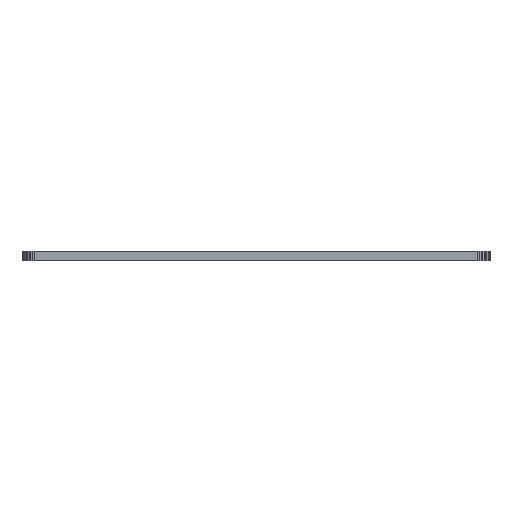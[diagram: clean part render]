
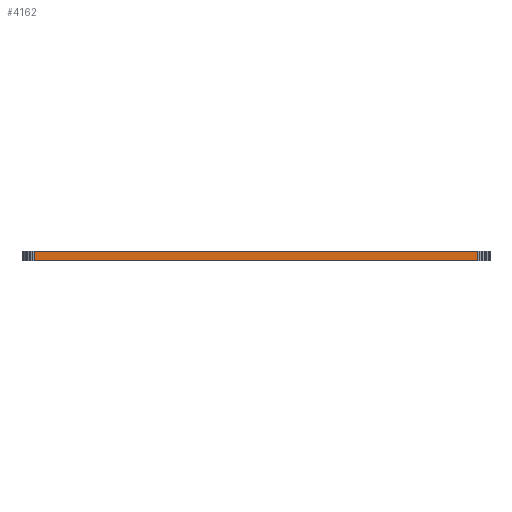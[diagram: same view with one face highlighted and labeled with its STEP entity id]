
A CAD part, front view. The second image highlights one B-rep face of the part: STEP entity #4162.
In plain terms, the highlighted planar face has unit normal (0, -1, 0).
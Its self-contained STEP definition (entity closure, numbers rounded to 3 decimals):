
#90 = PLANE('',#91);
#91 = AXIS2_PLACEMENT_3D('',#92,#93,#94);
#92 = CARTESIAN_POINT('',(119.1,-102.805,1.6));
#93 = DIRECTION('',(-0.,-0.,-1.));
#94 = DIRECTION('',(-1.,0.,0.));
#144 = PLANE('',#145);
#145 = AXIS2_PLACEMENT_3D('',#146,#147,#148);
#146 = CARTESIAN_POINT('',(119.1,-102.805,0.));
#147 = DIRECTION('',(-0.,-0.,-1.));
#148 = DIRECTION('',(-1.,0.,0.));
#841 = VERTEX_POINT('',#842);
#842 = CARTESIAN_POINT('',(155.2,-168.93,0.));
#856 = PLANE('',#857);
#857 = AXIS2_PLACEMENT_3D('',#858,#859,#860);
#858 = CARTESIAN_POINT('',(155.485,-168.91,0.));
#859 = DIRECTION('',(0.071,-0.997,0.));
#860 = DIRECTION('',(-0.997,-0.071,0.));
#868 = EDGE_CURVE('',#841,#869,#871,.T.);
#869 = VERTEX_POINT('',#870);
#870 = CARTESIAN_POINT('',(83.,-168.93,0.));
#871 = SURFACE_CURVE('',#872,(#876,#883),.PCURVE_S1.);
#872 = LINE('',#873,#874);
#873 = CARTESIAN_POINT('',(155.2,-168.93,0.));
#874 = VECTOR('',#875,1.);
#875 = DIRECTION('',(-1.,0.,0.));
#876 = PCURVE('',#144,#877);
#877 = DEFINITIONAL_REPRESENTATION('',(#878),#882);
#878 = LINE('',#879,#880);
#879 = CARTESIAN_POINT('',(-36.1,-66.125));
#880 = VECTOR('',#881,1.);
#881 = DIRECTION('',(1.,0.));
#882 = ( GEOMETRIC_REPRESENTATION_CONTEXT(2) 
PARAMETRIC_REPRESENTATION_CONTEXT() REPRESENTATION_CONTEXT('2D SPACE',''
  ) );
#883 = PCURVE('',#884,#889);
#884 = PLANE('',#885);
#885 = AXIS2_PLACEMENT_3D('',#886,#887,#888);
#886 = CARTESIAN_POINT('',(155.2,-168.93,0.));
#887 = DIRECTION('',(0.,-1.,0.));
#888 = DIRECTION('',(-1.,0.,0.));
#889 = DEFINITIONAL_REPRESENTATION('',(#890),#894);
#890 = LINE('',#891,#892);
#891 = CARTESIAN_POINT('',(0.,-0.));
#892 = VECTOR('',#893,1.);
#893 = DIRECTION('',(1.,0.));
#894 = ( GEOMETRIC_REPRESENTATION_CONTEXT(2) 
PARAMETRIC_REPRESENTATION_CONTEXT() REPRESENTATION_CONTEXT('2D SPACE',''
  ) );
#912 = PLANE('',#913);
#913 = AXIS2_PLACEMENT_3D('',#914,#915,#916);
#914 = CARTESIAN_POINT('',(83.,-168.93,0.));
#915 = DIRECTION('',(-0.071,-0.997,0.));
#916 = DIRECTION('',(-0.997,0.071,0.));
#2250 = VERTEX_POINT('',#2251);
#2251 = CARTESIAN_POINT('',(155.2,-168.93,1.6));
#2272 = EDGE_CURVE('',#2250,#2273,#2275,.T.);
#2273 = VERTEX_POINT('',#2274);
#2274 = CARTESIAN_POINT('',(83.,-168.93,1.6));
#2275 = SURFACE_CURVE('',#2276,(#2280,#2287),.PCURVE_S1.);
#2276 = LINE('',#2277,#2278);
#2277 = CARTESIAN_POINT('',(155.2,-168.93,1.6));
#2278 = VECTOR('',#2279,1.);
#2279 = DIRECTION('',(-1.,0.,0.));
#2280 = PCURVE('',#90,#2281);
#2281 = DEFINITIONAL_REPRESENTATION('',(#2282),#2286);
#2282 = LINE('',#2283,#2284);
#2283 = CARTESIAN_POINT('',(-36.1,-66.125));
#2284 = VECTOR('',#2285,1.);
#2285 = DIRECTION('',(1.,0.));
#2286 = ( GEOMETRIC_REPRESENTATION_CONTEXT(2) 
PARAMETRIC_REPRESENTATION_CONTEXT() REPRESENTATION_CONTEXT('2D SPACE',''
  ) );
#2287 = PCURVE('',#884,#2288);
#2288 = DEFINITIONAL_REPRESENTATION('',(#2289),#2293);
#2289 = LINE('',#2290,#2291);
#2290 = CARTESIAN_POINT('',(0.,-1.6));
#2291 = VECTOR('',#2292,1.);
#2292 = DIRECTION('',(1.,0.));
#2293 = ( GEOMETRIC_REPRESENTATION_CONTEXT(2) 
PARAMETRIC_REPRESENTATION_CONTEXT() REPRESENTATION_CONTEXT('2D SPACE',''
  ) );
#4114 = EDGE_CURVE('',#841,#2250,#4115,.T.);
#4115 = SURFACE_CURVE('',#4116,(#4120,#4127),.PCURVE_S1.);
#4116 = LINE('',#4117,#4118);
#4117 = CARTESIAN_POINT('',(155.2,-168.93,0.));
#4118 = VECTOR('',#4119,1.);
#4119 = DIRECTION('',(0.,0.,1.));
#4120 = PCURVE('',#856,#4121);
#4121 = DEFINITIONAL_REPRESENTATION('',(#4122),#4126);
#4122 = LINE('',#4123,#4124);
#4123 = CARTESIAN_POINT('',(0.285,0.));
#4124 = VECTOR('',#4125,1.);
#4125 = DIRECTION('',(0.,-1.));
#4126 = ( GEOMETRIC_REPRESENTATION_CONTEXT(2) 
PARAMETRIC_REPRESENTATION_CONTEXT() REPRESENTATION_CONTEXT('2D SPACE',''
  ) );
#4127 = PCURVE('',#884,#4128);
#4128 = DEFINITIONAL_REPRESENTATION('',(#4129),#4133);
#4129 = LINE('',#4130,#4131);
#4130 = CARTESIAN_POINT('',(0.,-0.));
#4131 = VECTOR('',#4132,1.);
#4132 = DIRECTION('',(0.,-1.));
#4133 = ( GEOMETRIC_REPRESENTATION_CONTEXT(2) 
PARAMETRIC_REPRESENTATION_CONTEXT() REPRESENTATION_CONTEXT('2D SPACE',''
  ) );
#4162 = ADVANCED_FACE('',(#4163),#884,.T.);
#4163 = FACE_BOUND('',#4164,.T.);
#4164 = EDGE_LOOP('',(#4165,#4166,#4167,#4188));
#4165 = ORIENTED_EDGE('',*,*,#4114,.T.);
#4166 = ORIENTED_EDGE('',*,*,#2272,.T.);
#4167 = ORIENTED_EDGE('',*,*,#4168,.F.);
#4168 = EDGE_CURVE('',#869,#2273,#4169,.T.);
#4169 = SURFACE_CURVE('',#4170,(#4174,#4181),.PCURVE_S1.);
#4170 = LINE('',#4171,#4172);
#4171 = CARTESIAN_POINT('',(83.,-168.93,0.));
#4172 = VECTOR('',#4173,1.);
#4173 = DIRECTION('',(0.,0.,1.));
#4174 = PCURVE('',#884,#4175);
#4175 = DEFINITIONAL_REPRESENTATION('',(#4176),#4180);
#4176 = LINE('',#4177,#4178);
#4177 = CARTESIAN_POINT('',(72.2,0.));
#4178 = VECTOR('',#4179,1.);
#4179 = DIRECTION('',(0.,-1.));
#4180 = ( GEOMETRIC_REPRESENTATION_CONTEXT(2) 
PARAMETRIC_REPRESENTATION_CONTEXT() REPRESENTATION_CONTEXT('2D SPACE',''
  ) );
#4181 = PCURVE('',#912,#4182);
#4182 = DEFINITIONAL_REPRESENTATION('',(#4183),#4187);
#4183 = LINE('',#4184,#4185);
#4184 = CARTESIAN_POINT('',(0.,0.));
#4185 = VECTOR('',#4186,1.);
#4186 = DIRECTION('',(0.,-1.));
#4187 = ( GEOMETRIC_REPRESENTATION_CONTEXT(2) 
PARAMETRIC_REPRESENTATION_CONTEXT() REPRESENTATION_CONTEXT('2D SPACE',''
  ) );
#4188 = ORIENTED_EDGE('',*,*,#868,.F.);
